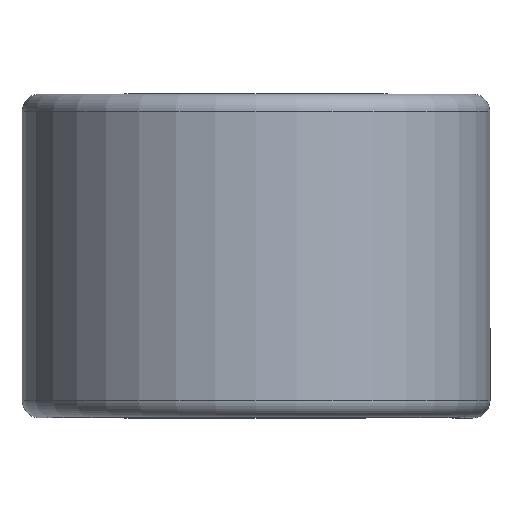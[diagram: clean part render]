
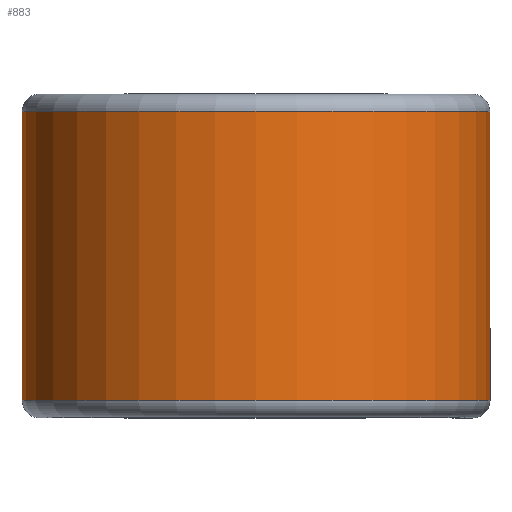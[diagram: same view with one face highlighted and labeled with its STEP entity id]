
A CAD part, top view. The second image highlights one B-rep face of the part: STEP entity #883.
In plain terms, the highlighted cylindrical face has radius 10.338 mm (diameter 20.676 mm), a partial arc.
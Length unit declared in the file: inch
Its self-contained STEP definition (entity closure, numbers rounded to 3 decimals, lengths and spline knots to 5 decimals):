
#9 = VERTEX_POINT ( 'NONE', #1623 ) ;
#81 = ORIENTED_EDGE ( 'NONE', *, *, #1447, .T. ) ;
#150 = DIRECTION ( 'NONE',  ( 0., 0., -1. ) ) ;
#158 = CIRCLE ( 'NONE', #2186, 0.407 ) ;
#233 = EDGE_CURVE ( 'NONE', #1182, #2317, #1112, .T. ) ;
#317 = EDGE_CURVE ( 'NONE', #2317, #1425, #1466, .T. ) ;
#426 = DIRECTION ( 'NONE',  ( 0., 0., -1. ) ) ;
#446 = CARTESIAN_POINT ( 'NONE',  ( 0.407, 0.25125, 0. ) ) ;
#552 = ORIENTED_EDGE ( 'NONE', *, *, #317, .F. ) ;
#615 = AXIS2_PLACEMENT_3D ( 'NONE', #973, #952, #426 ) ;
#883 = ADVANCED_FACE ( 'NONE', ( #1065 ), #1611, .T. ) ;
#933 = CARTESIAN_POINT ( 'NONE',  ( 0., -0.25125, 0. ) ) ;
#952 = DIRECTION ( 'NONE',  ( 0., -1., 0. ) ) ;
#973 = CARTESIAN_POINT ( 'NONE',  ( 0., 0.25, 0. ) ) ;
#995 = VECTOR ( 'NONE', #1799, 39.37008 ) ;
#1008 = CARTESIAN_POINT ( 'NONE',  ( 0., -0.25125, -0.407 ) ) ;
#1032 = EDGE_CURVE ( 'NONE', #9, #1425, #158, .T. ) ;
#1065 = FACE_OUTER_BOUND ( 'NONE', #1268, .T. ) ;
#1071 = AXIS2_PLACEMENT_3D ( 'NONE', #933, #2188, #1302 ) ;
#1112 = CIRCLE ( 'NONE', #1071, 0.407 ) ;
#1150 = DIRECTION ( 'NONE',  ( 0., 1., 0. ) ) ;
#1177 = CARTESIAN_POINT ( 'NONE',  ( 0., 0.25125, -0.407 ) ) ;
#1182 = VERTEX_POINT ( 'NONE', #2074 ) ;
#1268 = EDGE_LOOP ( 'NONE', ( #81, #1838, #552, #1541 ) ) ;
#1302 = DIRECTION ( 'NONE',  ( 0., 0., -1. ) ) ;
#1332 = LINE ( 'NONE', #446, #1886 ) ;
#1425 = VERTEX_POINT ( 'NONE', #2229 ) ;
#1447 = EDGE_CURVE ( 'NONE', #1182, #9, #1332, .T. ) ;
#1466 = LINE ( 'NONE', #1177, #995 ) ;
#1541 = ORIENTED_EDGE ( 'NONE', *, *, #233, .F. ) ;
#1606 = CARTESIAN_POINT ( 'NONE',  ( 0., 0.25125, 0. ) ) ;
#1611 = CYLINDRICAL_SURFACE ( 'NONE', #615, 0.407 ) ;
#1623 = CARTESIAN_POINT ( 'NONE',  ( 0.407, 0.25125, 0. ) ) ;
#1799 = DIRECTION ( 'NONE',  ( 0., 1., 0. ) ) ;
#1838 = ORIENTED_EDGE ( 'NONE', *, *, #1032, .T. ) ;
#1886 = VECTOR ( 'NONE', #1150, 39.37008 ) ;
#2074 = CARTESIAN_POINT ( 'NONE',  ( 0.407, -0.25125, 0. ) ) ;
#2186 = AXIS2_PLACEMENT_3D ( 'NONE', #1606, #2295, #150 ) ;
#2188 = DIRECTION ( 'NONE',  ( 0., -1., 0. ) ) ;
#2229 = CARTESIAN_POINT ( 'NONE',  ( 0., 0.25125, -0.407 ) ) ;
#2295 = DIRECTION ( 'NONE',  ( 0., -1., 0. ) ) ;
#2317 = VERTEX_POINT ( 'NONE', #1008 ) ;
